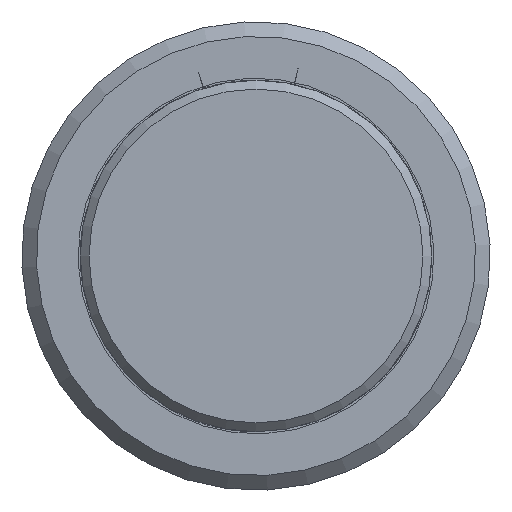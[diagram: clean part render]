
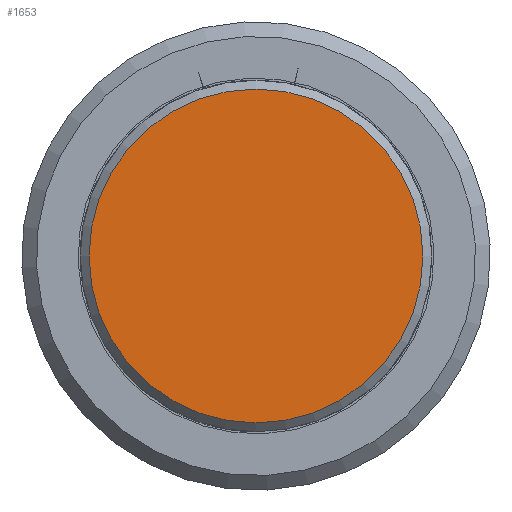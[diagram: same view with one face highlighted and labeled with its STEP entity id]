
A CAD part, left-side view. The second image highlights one B-rep face of the part: STEP entity #1653.
In plain terms, the highlighted planar face has unit normal (-1, 0, 0).
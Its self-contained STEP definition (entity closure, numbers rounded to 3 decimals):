
#1637=CARTESIAN_POINT('',(0.,5.35,0.0));
#1638=DIRECTION('',(-1.0,0.0,0.0));
#1639=DIRECTION('',(0.0,0.0,1.0));
#1640=AXIS2_PLACEMENT_3D('',#1637,#1638,#1639);
#1641=PLANE('',#1640);
#1642=CARTESIAN_POINT('',(0.,5.7,0.0));
#1643=VERTEX_POINT('',#1642);
#1644=CARTESIAN_POINT('',(0.0,0.0,0.0));
#1645=DIRECTION('',(1.0,0.0,0.0));
#1646=DIRECTION('',(0.0,1.0,0.0));
#1647=AXIS2_PLACEMENT_3D('',#1644,#1645,#1646);
#1648=CIRCLE('',#1647,5.7);
#1649=EDGE_CURVE('',#1643,#1643,#1648,.T.);
#1650=ORIENTED_EDGE('',*,*,#1649,.F.);
#1651=EDGE_LOOP('',(#1650));
#1652=FACE_OUTER_BOUND('',#1651,.T.);
#1653=ADVANCED_FACE('',(#1652),#1641,.T.);
